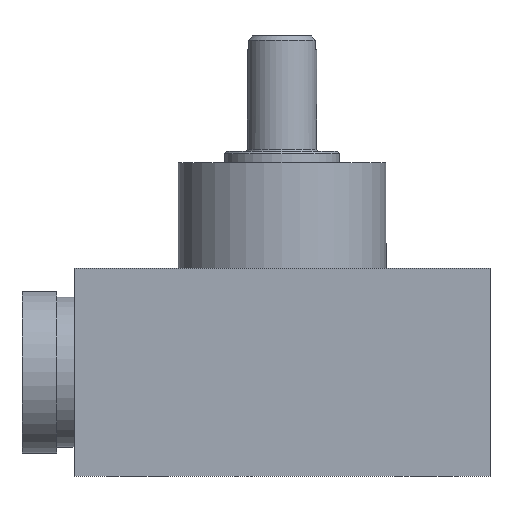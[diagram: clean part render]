
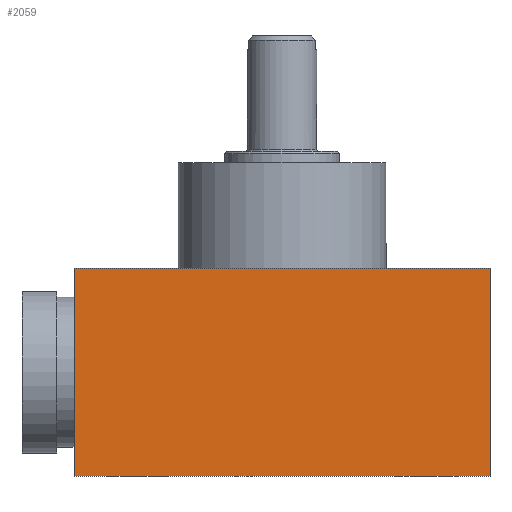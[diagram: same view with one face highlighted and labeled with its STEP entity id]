
A CAD part, front view. The second image highlights one B-rep face of the part: STEP entity #2059.
In plain terms, the highlighted planar face has unit normal (0, -1, 0).
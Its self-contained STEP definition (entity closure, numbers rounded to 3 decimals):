
#112=LINE('',#2896,#225);
#119=LINE('',#2913,#232);
#120=LINE('',#2915,#233);
#121=LINE('',#2917,#234);
#225=VECTOR('',#2386,1000.);
#232=VECTOR('',#2401,1000.);
#233=VECTOR('',#2402,1000.);
#234=VECTOR('',#2403,1000.);
#396=ORIENTED_EDGE('',*,*,#757,.T.);
#397=ORIENTED_EDGE('',*,*,#758,.F.);
#398=ORIENTED_EDGE('',*,*,#759,.F.);
#399=ORIENTED_EDGE('',*,*,#748,.T.);
#748=EDGE_CURVE('',#927,#926,#112,.T.);
#757=EDGE_CURVE('',#926,#933,#119,.T.);
#758=EDGE_CURVE('',#934,#933,#120,.T.);
#759=EDGE_CURVE('',#927,#934,#121,.T.);
#926=VERTEX_POINT('',#2895);
#927=VERTEX_POINT('',#2897);
#933=VERTEX_POINT('',#2914);
#934=VERTEX_POINT('',#2916);
#1081=EDGE_LOOP('',(#396,#397,#398,#399));
#1214=FACE_BOUND('',#1081,.T.);
#1337=PLANE('',#2174);
#2059=ADVANCED_FACE('',(#1214),#1337,.F.);
#2174=AXIS2_PLACEMENT_3D('',#2912,#2399,#2400);
#2386=DIRECTION('',(0.,0.,-1.));
#2399=DIRECTION('',(0.,1.,0.));
#2400=DIRECTION('',(0.,0.,1.));
#2401=DIRECTION('',(1.,0.,0.));
#2402=DIRECTION('',(0.,0.,-1.));
#2403=DIRECTION('',(1.,0.,0.));
#2895=CARTESIAN_POINT('',(-18.,0.,-9.));
#2896=CARTESIAN_POINT('',(-18.,0.,9.));
#2897=CARTESIAN_POINT('',(-18.,0.,9.));
#2912=CARTESIAN_POINT('',(-18.,0.,9.));
#2913=CARTESIAN_POINT('',(-18.,0.,-9.));
#2914=CARTESIAN_POINT('',(18.,0.,-9.));
#2915=CARTESIAN_POINT('',(18.,0.,9.));
#2916=CARTESIAN_POINT('',(18.,0.,9.));
#2917=CARTESIAN_POINT('',(-18.,0.,9.));
